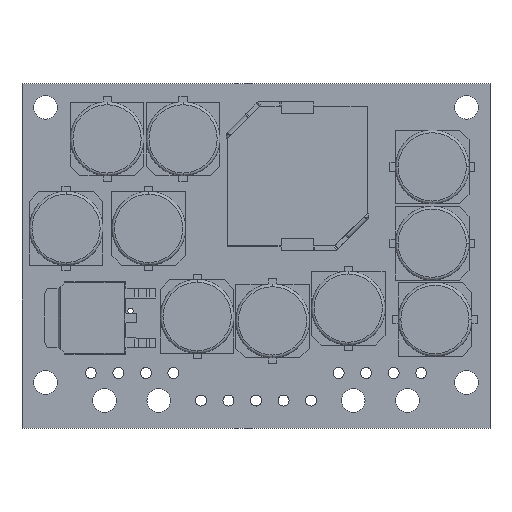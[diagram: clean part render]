
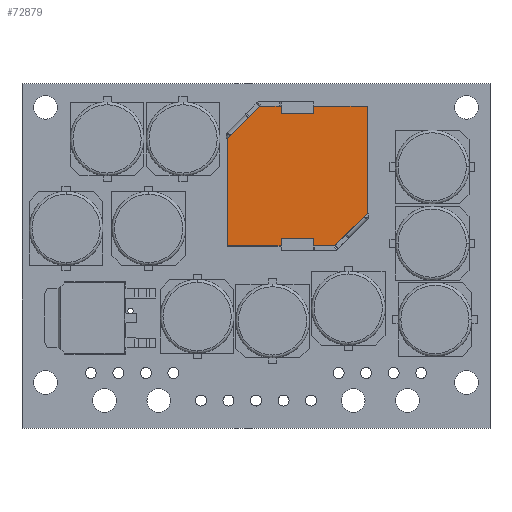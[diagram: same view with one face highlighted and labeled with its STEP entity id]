
A CAD part, top view. The second image highlights one B-rep face of the part: STEP entity #72879.
In plain terms, the highlighted planar face has unit normal (0, 0, 1).
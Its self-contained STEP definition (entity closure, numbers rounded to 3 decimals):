
#1278 = CARTESIAN_POINT ( 'NONE',  ( 26.9, 29.691, 8.47 ) ) ;
#1490 = CARTESIAN_POINT ( 'NONE',  ( 21.95, 29.691, 8.47 ) ) ;
#2313 = DIRECTION ( 'NONE',  ( 0., 1., 0. ) ) ;
#2986 = CARTESIAN_POINT ( 'NONE',  ( 31.85, 19.791, 8.47 ) ) ;
#4251 = EDGE_CURVE ( 'NONE', #23469, #43635, #73009, .T. ) ;
#4883 = VECTOR ( 'NONE', #19474, 1000. ) ;
#5085 = EDGE_LOOP ( 'NONE', ( #58450, #74706, #7351, #56935, #53101, #24586, #13216, #23757, #6684, #25314, #45215, #59801, #50869, #54179 ) ) ;
#5342 = DIRECTION ( 'NONE',  ( 0., -1., 0. ) ) ;
#5505 = CARTESIAN_POINT ( 'NONE',  ( 18.95, 26.691, 8.47 ) ) ;
#6684 = ORIENTED_EDGE ( 'NONE', *, *, #28268, .T. ) ;
#7351 = ORIENTED_EDGE ( 'NONE', *, *, #10049, .T. ) ;
#7376 = CARTESIAN_POINT ( 'NONE',  ( 28.85, 16.791, 8.47 ) ) ;
#7474 = LINE ( 'NONE', #26095, #73557 ) ;
#9404 = CARTESIAN_POINT ( 'NONE',  ( 23.9, 28.991, 8.47 ) ) ;
#9993 = VERTEX_POINT ( 'NONE', #1490 ) ;
#10049 = EDGE_CURVE ( 'NONE', #21574, #41879, #11077, .T. ) ;
#10226 = VECTOR ( 'NONE', #72569, 1000. ) ;
#11077 = LINE ( 'NONE', #39612, #77159 ) ;
#11529 = CARTESIAN_POINT ( 'NONE',  ( 23.9, 16.791, 8.47 ) ) ;
#12003 = DIRECTION ( 'NONE',  ( -0.707, -0.707, 0. ) ) ;
#12223 = CARTESIAN_POINT ( 'NONE',  ( 23.9, 28.991, 8.47 ) ) ;
#13216 = ORIENTED_EDGE ( 'NONE', *, *, #18196, .T. ) ;
#15108 = VECTOR ( 'NONE', #5342, 1000. ) ;
#15705 = CARTESIAN_POINT ( 'NONE',  ( 31.85, 29.691, 8.47 ) ) ;
#15915 = DIRECTION ( 'NONE',  ( -1., 0., 0. ) ) ;
#16354 = EDGE_CURVE ( 'NONE', #70865, #26058, #81866, .T. ) ;
#16800 = EDGE_CURVE ( 'NONE', #59565, #21574, #42645, .T. ) ;
#16843 = VECTOR ( 'NONE', #28859, 1000. ) ;
#17016 = VECTOR ( 'NONE', #72360, 1000. ) ;
#18196 = EDGE_CURVE ( 'NONE', #78259, #70865, #36261, .T. ) ;
#19474 = DIRECTION ( 'NONE',  ( -1., 0., 0. ) ) ;
#20563 = CARTESIAN_POINT ( 'NONE',  ( 26.9, 28.991, 8.47 ) ) ;
#21314 = FACE_OUTER_BOUND ( 'NONE', #5085, .T. ) ;
#21574 = VERTEX_POINT ( 'NONE', #12223 ) ;
#21713 = LINE ( 'NONE', #61290, #35806 ) ;
#21921 = CARTESIAN_POINT ( 'NONE',  ( 26.9, 17.491, 8.47 ) ) ;
#23469 = VERTEX_POINT ( 'NONE', #15705 ) ;
#23757 = ORIENTED_EDGE ( 'NONE', *, *, #16354, .T. ) ;
#24586 = ORIENTED_EDGE ( 'NONE', *, *, #40234, .T. ) ;
#24598 = VECTOR ( 'NONE', #67353, 1000. ) ;
#24655 = CARTESIAN_POINT ( 'NONE',  ( 26.9, 29.691, 8.47 ) ) ;
#25314 = ORIENTED_EDGE ( 'NONE', *, *, #57462, .T. ) ;
#26018 = VECTOR ( 'NONE', #28823, 1000. ) ;
#26058 = VERTEX_POINT ( 'NONE', #46400 ) ;
#26095 = CARTESIAN_POINT ( 'NONE',  ( 28.85, 16.791, 8.47 ) ) ;
#26417 = EDGE_CURVE ( 'NONE', #76762, #55307, #59285, .T. ) ;
#26766 = EDGE_CURVE ( 'NONE', #73947, #23469, #30167, .T. ) ;
#28268 = EDGE_CURVE ( 'NONE', #26058, #42778, #58980, .T. ) ;
#28823 = DIRECTION ( 'NONE',  ( 0., -1., 0. ) ) ;
#28859 = DIRECTION ( 'NONE',  ( 0., 1., 0. ) ) ;
#30167 = LINE ( 'NONE', #40692, #75154 ) ;
#31271 = EDGE_CURVE ( 'NONE', #9993, #68480, #55065, .T. ) ;
#32011 = DIRECTION ( 'NONE',  ( 0.707, 0.707, 0. ) ) ;
#35140 = CARTESIAN_POINT ( 'NONE',  ( 25.4, 23.241, 8.47 ) ) ;
#35242 = CARTESIAN_POINT ( 'NONE',  ( 23.9, 16.791, 8.47 ) ) ;
#35806 = VECTOR ( 'NONE', #15915, 1000. ) ;
#36261 = LINE ( 'NONE', #7376, #10226 ) ;
#38250 = EDGE_CURVE ( 'NONE', #43635, #59565, #39073, .T. ) ;
#38372 = CARTESIAN_POINT ( 'NONE',  ( 23.9, 29.691, 8.47 ) ) ;
#38908 = VECTOR ( 'NONE', #53489, 1000. ) ;
#39073 = LINE ( 'NONE', #1278, #17016 ) ;
#39132 = EDGE_CURVE ( 'NONE', #41879, #9993, #21713, .T. ) ;
#39612 = CARTESIAN_POINT ( 'NONE',  ( 23.9, 29.691, 8.47 ) ) ;
#40234 = EDGE_CURVE ( 'NONE', #68480, #78259, #60204, .T. ) ;
#40581 = CARTESIAN_POINT ( 'NONE',  ( 23.9, 17.491, 8.47 ) ) ;
#40692 = CARTESIAN_POINT ( 'NONE',  ( 31.85, 19.791, 8.47 ) ) ;
#41879 = VERTEX_POINT ( 'NONE', #38372 ) ;
#42645 = LINE ( 'NONE', #9404, #24598 ) ;
#42778 = VERTEX_POINT ( 'NONE', #21921 ) ;
#43635 = VERTEX_POINT ( 'NONE', #24655 ) ;
#45215 = ORIENTED_EDGE ( 'NONE', *, *, #26417, .T. ) ;
#45905 = CARTESIAN_POINT ( 'NONE',  ( 28.85, 16.791, 8.47 ) ) ;
#46400 = CARTESIAN_POINT ( 'NONE',  ( 23.9, 17.491, 8.47 ) ) ;
#46795 = CARTESIAN_POINT ( 'NONE',  ( 18.95, 16.791, 8.47 ) ) ;
#46876 = PLANE ( 'NONE',  #51231 ) ;
#47887 = CARTESIAN_POINT ( 'NONE',  ( 26.9, 16.791, 8.47 ) ) ;
#49755 = CARTESIAN_POINT ( 'NONE',  ( 18.95, 26.691, 8.47 ) ) ;
#50869 = ORIENTED_EDGE ( 'NONE', *, *, #26766, .T. ) ;
#51231 = AXIS2_PLACEMENT_3D ( 'NONE', #35140, #72638, #79575 ) ;
#53101 = ORIENTED_EDGE ( 'NONE', *, *, #31271, .T. ) ;
#53489 = DIRECTION ( 'NONE',  ( 1., 0., 0. ) ) ;
#54179 = ORIENTED_EDGE ( 'NONE', *, *, #4251, .T. ) ;
#55065 = LINE ( 'NONE', #5505, #80031 ) ;
#55307 = VERTEX_POINT ( 'NONE', #45905 ) ;
#56935 = ORIENTED_EDGE ( 'NONE', *, *, #39132, .T. ) ;
#57462 = EDGE_CURVE ( 'NONE', #42778, #76762, #68069, .T. ) ;
#57508 = CARTESIAN_POINT ( 'NONE',  ( 18.95, 16.791, 8.47 ) ) ;
#57903 = CARTESIAN_POINT ( 'NONE',  ( 31.85, 29.691, 8.47 ) ) ;
#58450 = ORIENTED_EDGE ( 'NONE', *, *, #38250, .T. ) ;
#58980 = LINE ( 'NONE', #40581, #38908 ) ;
#59285 = LINE ( 'NONE', #62342, #66309 ) ;
#59565 = VERTEX_POINT ( 'NONE', #20563 ) ;
#59801 = ORIENTED_EDGE ( 'NONE', *, *, #82167, .T. ) ;
#60204 = LINE ( 'NONE', #57508, #15108 ) ;
#61290 = CARTESIAN_POINT ( 'NONE',  ( 31.85, 29.691, 8.47 ) ) ;
#62342 = CARTESIAN_POINT ( 'NONE',  ( 28.85, 16.791, 8.47 ) ) ;
#66309 = VECTOR ( 'NONE', #69329, 1000. ) ;
#67353 = DIRECTION ( 'NONE',  ( -1., 0., 0. ) ) ;
#68069 = LINE ( 'NONE', #79647, #26018 ) ;
#68480 = VERTEX_POINT ( 'NONE', #49755 ) ;
#69329 = DIRECTION ( 'NONE',  ( 1., 0., 0. ) ) ;
#70865 = VERTEX_POINT ( 'NONE', #11529 ) ;
#72360 = DIRECTION ( 'NONE',  ( 0., -1., 0. ) ) ;
#72569 = DIRECTION ( 'NONE',  ( 1., 0., 0. ) ) ;
#72638 = DIRECTION ( 'NONE',  ( 0., 0., 1. ) ) ;
#72879 = ADVANCED_FACE ( 'NONE', ( #21314 ), #46876, .T. ) ;
#73009 = LINE ( 'NONE', #57903, #4883 ) ;
#73557 = VECTOR ( 'NONE', #32011, 1000. ) ;
#73947 = VERTEX_POINT ( 'NONE', #2986 ) ;
#74706 = ORIENTED_EDGE ( 'NONE', *, *, #16800, .T. ) ;
#75154 = VECTOR ( 'NONE', #2313, 1000. ) ;
#76762 = VERTEX_POINT ( 'NONE', #47887 ) ;
#77159 = VECTOR ( 'NONE', #78699, 1000. ) ;
#78259 = VERTEX_POINT ( 'NONE', #46795 ) ;
#78699 = DIRECTION ( 'NONE',  ( 0., 1., 0. ) ) ;
#79575 = DIRECTION ( 'NONE',  ( 0., 1., 0. ) ) ;
#79647 = CARTESIAN_POINT ( 'NONE',  ( 26.9, 16.791, 8.47 ) ) ;
#80031 = VECTOR ( 'NONE', #12003, 1000. ) ;
#81866 = LINE ( 'NONE', #35242, #16843 ) ;
#82167 = EDGE_CURVE ( 'NONE', #55307, #73947, #7474, .T. ) ;
